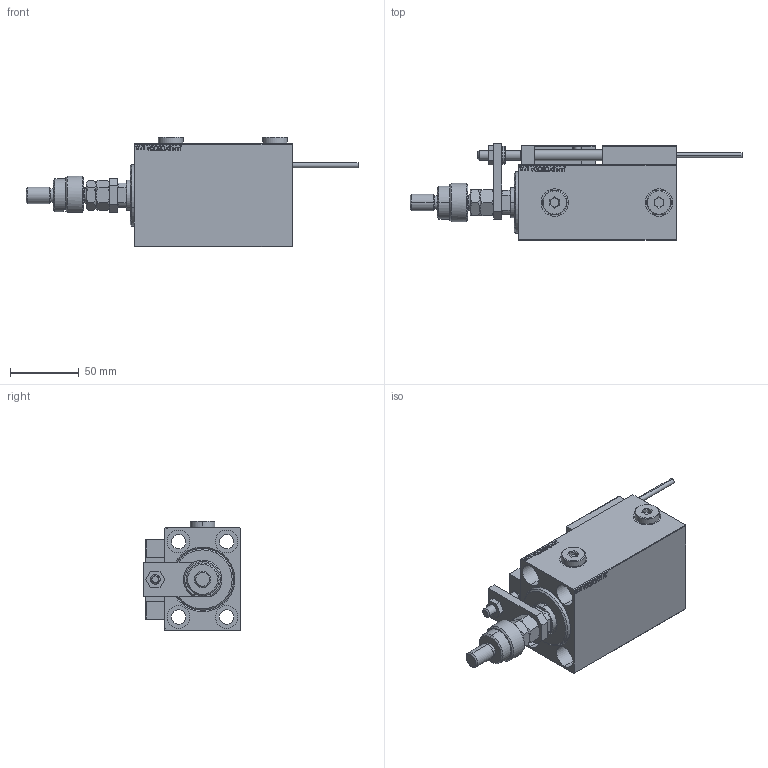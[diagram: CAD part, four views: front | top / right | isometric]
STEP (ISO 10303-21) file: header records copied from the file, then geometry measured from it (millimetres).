
FILE_DESCRIPTION (( 'STEP AP203' ), '1' );
FILE_NAME ('579e.STEP', '2024-02-13T04:18:15', ( '' ), ( '' ), 'SwSTEP 2.0', 'SolidWorks 2019', '' );
FILE_SCHEMA (( 'CONFIG_CONTROL_DESIGN' ));
Length unit declared in the file: millimetre
Products named in the file (19): ALLEN BOLT D5 69a7c889c99b7a64c01f1fe2babd4f04; SWITCH DIM B,W 69a7c889c99b7a64c01f1fe2babd4f04; MAGNET 69a7c889c99b7a64c01f1fe2babd4f04; FEMALE_PART_FOR_DFA 69a7c889c99b7a64c01f1fe2babd4f04; MFA 69a7c889c99b7a64c01f1fe2babd4f04; KONCOVKA 69a7c889c99b7a64c01f1fe2babd4f04; SWITCH_X_FRONT_BACK 69a7c889c99b7a64c01f1fe2babd4f04; X_Y_DFA 69a7c889c99b7a64c01f1fe2babd4f04; TYC_L79 69a7c889c99b7a64c01f1fe2babd4f04; ALLEN BOLT D8 69a7c889c99b7a64c01f1fe2babd4f04; Block 69a7c889c99b7a64c01f1fe2babd4f04; ZARAZKA 69a7c889c99b7a64c01f1fe2babd4f04; V450CM_VC_B 69a7c889c99b7a64c01f1fe2babd4f04; 579e; SWITCH X 69a7c889c99b7a64c01f1fe2babd4f04; V450CM_C_Body 69a7c889c99b7a64c01f1fe2babd4f04; Zatka_OIL_PORT 69a7c889c99b7a64c01f1fe2babd4f04; NUT_D12 69a7c889c99b7a64c01f1fe2babd4f04; V450CM_C_VCP 69a7c889c99b7a64c01f1fe2babd4f04
Assembly tree (29 placements, depth 3):
  579e
    V450CM_C_Body 69a7c889c99b7a64c01f1fe2babd4f04
    SWITCH X 69a7c889c99b7a64c01f1fe2babd4f04
      SWITCH_X_FRONT_BACK 69a7c889c99b7a64c01f1fe2babd4f04  x2
      TYC_L79 69a7c889c99b7a64c01f1fe2babd4f04
      Block 69a7c889c99b7a64c01f1fe2babd4f04  x2
      ALLEN BOLT D5 69a7c889c99b7a64c01f1fe2babd4f04  x4
      ALLEN BOLT D8 69a7c889c99b7a64c01f1fe2babd4f04  x4
      MAGNET 69a7c889c99b7a64c01f1fe2babd4f04  x2
      KONCOVKA 69a7c889c99b7a64c01f1fe2babd4f04  x2
    NUT_D12 69a7c889c99b7a64c01f1fe2babd4f04
    SWITCH DIM B,W 69a7c889c99b7a64c01f1fe2babd4f04
    ZARAZKA 69a7c889c99b7a64c01f1fe2babd4f04
    V450CM_C_VCP 69a7c889c99b7a64c01f1fe2babd4f04
    V450CM_VC_B 69a7c889c99b7a64c01f1fe2babd4f04
    X_Y_DFA 69a7c889c99b7a64c01f1fe2babd4f04
      FEMALE_PART_FOR_DFA 69a7c889c99b7a64c01f1fe2babd4f04
      MFA 69a7c889c99b7a64c01f1fe2babd4f04
    Zatka_OIL_PORT 69a7c889c99b7a64c01f1fe2babd4f04  x2
Bounding box: 242 x 70.5 x 79.9 mm (x, y, z)
Volume: 465747.7 mm3; surface area: 117964 mm2
Topology: 27 solids, 27 shells, 1421 faces, 3370 edges, 2139 vertices
Faces by surface type: plane 622, bspline 380, cylinder 217, cone 150, torus 48, sphere 4
Entity records: 54309 total; most frequent: CARTESIAN_POINT 27004, ORIENTED_EDGE 5680, DIRECTION 4010, EDGE_CURVE 2840, VERTEX_POINT 1839, VECTOR 1592, LINE 1592, EDGE_LOOP 1323
